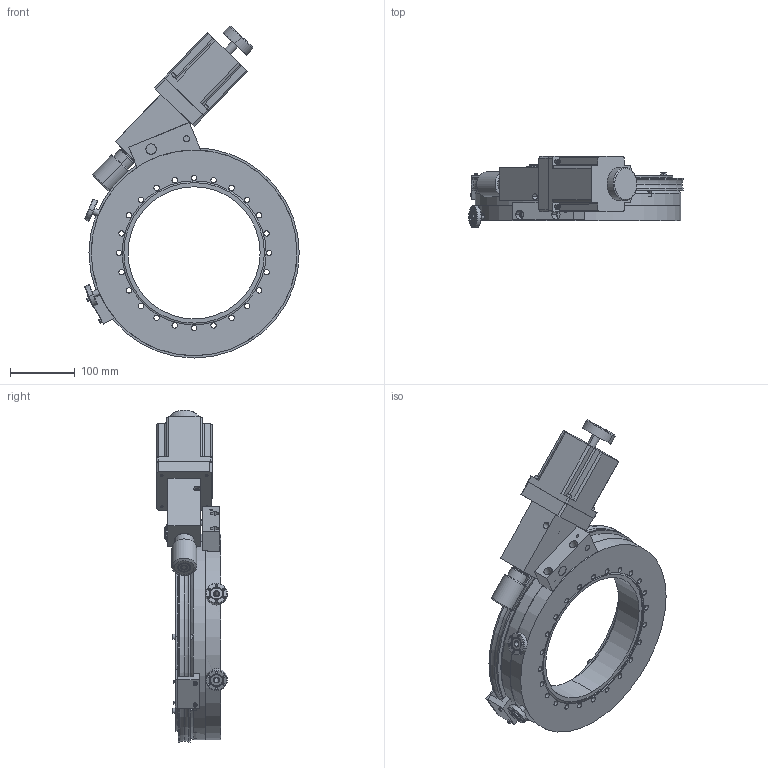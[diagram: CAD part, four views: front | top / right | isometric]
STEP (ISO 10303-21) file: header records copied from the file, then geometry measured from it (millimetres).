
FILE_DESCRIPTION (( 'STEP AP214' ), '1' );
FILE_NAME ('SLO-EX, RNN-800_MS.STEP', '2016-06-14T21:08:59', ( 'My Thermionics' ), ( '' ), 'SwSTEP 2.0', 'SolidWorks 2010', '' );
FILE_SCHEMA (( 'AUTOMOTIVE_DESIGN' ));
Length unit declared in the file: inch
Products named in the file (1): SLO-EX, RNN-800_MS
Bounding box: 331.1 x 109.42 x 512.46 mm (x, y, z)
Surface area: 478326.2 mm2 (no closed solid volume)
Topology: 0 solids, 97 shells, 838 faces, 5326 edges, 4164 vertices
Faces by surface type: plane 388, cylinder 330, cone 114, torus 4, bspline 2
Entity records: 65077 total; most frequent: CARTESIAN_POINT 13924, DIRECTION 8524, ORIENTED_EDGE 7061, EDGE_CURVE 5300, VERTEX_POINT 4164, VECTOR 3386, LINE 3386, AXIS2_PLACEMENT_3D 2569
